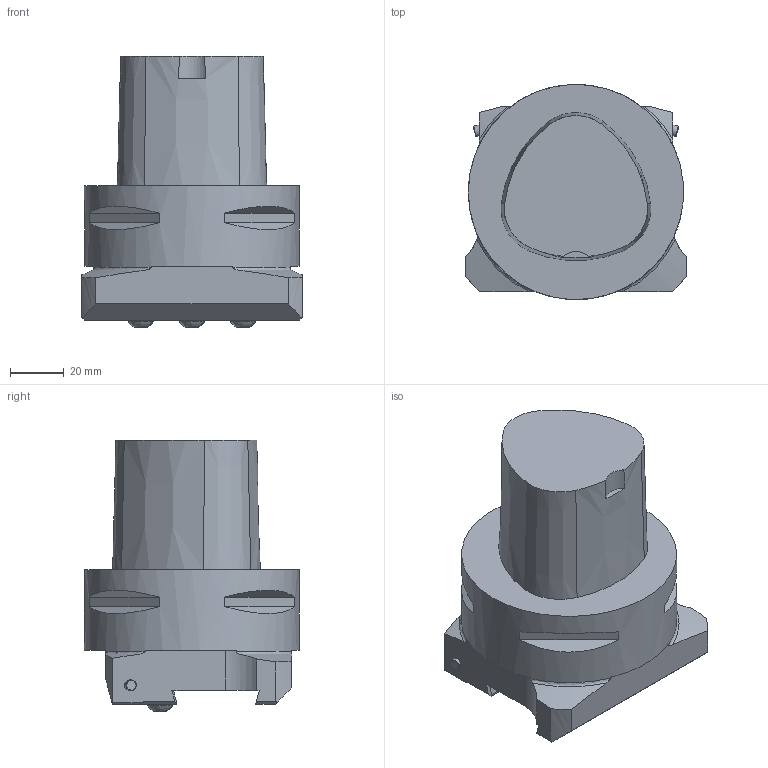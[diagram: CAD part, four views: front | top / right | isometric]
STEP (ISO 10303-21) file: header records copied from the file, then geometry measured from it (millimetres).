
FILE_DESCRIPTION(/* description */ (''),/* implementation_level */ '2;1');
FILE_NAME(/* name */ '1604986388180.stp',/* time_stamp */ '2020-11-10T11:03:19+06:00',/* author */ (''),/* organization */ ('SMS'),/* preprocessor_version */ 'ST-DEVELOPER v16.7',/* originating_system */ 'SIEMENS PLM Software NX 12.0',/* authorisation */ '');
FILE_SCHEMA (('AUTOMOTIVE_DESIGN { 1 0 10303 214 3 1 1 1 }'));
Length unit declared in the file: millimetre
Products named in the file (1): 112030677mod000_01
Bounding box: 82 x 79.97 x 100.75 mm (x, y, z)
Volume: 343261.1 mm3; surface area: 33056.7 mm2
Topology: 1 solids, 1 shells, 87 faces, 225 edges, 153 vertices
Faces by surface type: plane 55, cylinder 13, cone 12, torus 4, bspline 3
Full cylindrical faces by diameter (mm): 4 x2, 9.5 x3, 80 x1
Entity records: 2794 total; most frequent: CARTESIAN_POINT 658, DIRECTION 432, ORIENTED_EDGE 416, EDGE_CURVE 208, AXIS2_PLACEMENT_3D 157, VERTEX_POINT 144, LINE 118, VECTOR 118
